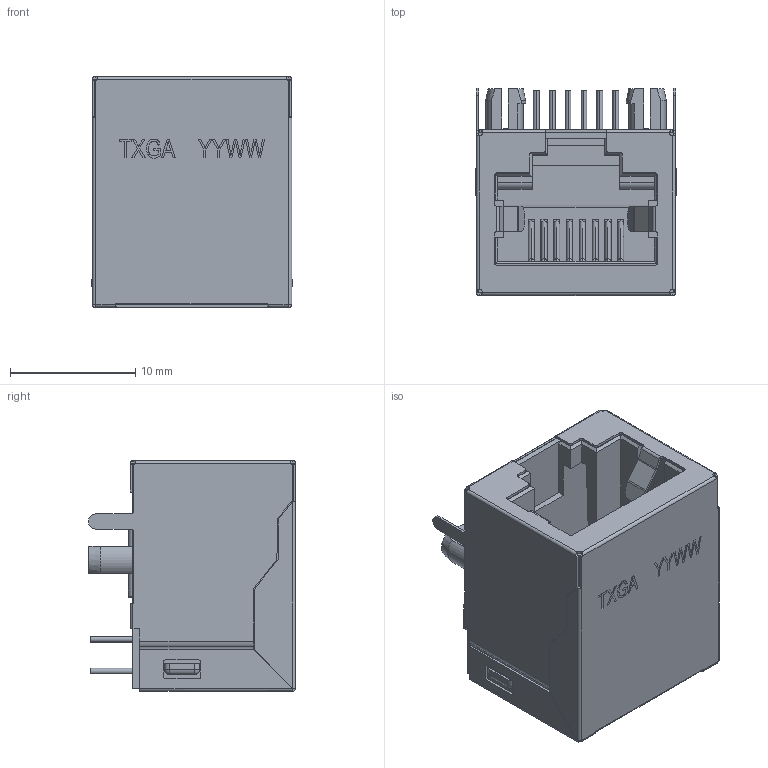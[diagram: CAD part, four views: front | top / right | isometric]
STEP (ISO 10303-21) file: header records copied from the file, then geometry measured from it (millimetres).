
FILE_DESCRIPTION((''),'2;1');
FILE_NAME('FRJ45010-11XXK6K02D0_____ASM','2025-02-26T',('gongcheng6'),(''),'PRO/ENGINEER BY PARAMETRIC TECHNOLOGY CORPORATION, 2010280','PRO/ENGINEER BY PARAMETRIC TECHNOLOGY CORPORATION, 2010280','');
FILE_SCHEMA(('CONFIG_CONTROL_DESIGN'));
Length unit declared in the file: millimetre
Products named in the file (12): ____6-21655; PRT0165; PRT0163; PRT0164; PRT0166; PRT0167; RJ45010-SHELL; ____6-14503; PRT0168; PRT0169; PRT0170; FRJ45010-11XXK6K02D0_____ASM
Assembly tree (11 placements, depth 2):
  FRJ45010-11XXK6K02D0_____ASM
    ____6-21655
    PRT0165
    PRT0163
    PRT0164
    PRT0166
    PRT0167
    RJ45010-SHELL
    ____6-14503
    PRT0168
    PRT0169
    PRT0170
Bounding box: 16 x 16.53 x 18.4 mm (x, y, z)
Volume: 2393.8 mm3; surface area: 6773.1 mm2
Topology: 11 solids, 11 shells, 802 faces, 2250 edges, 1454 vertices
Faces by surface type: plane 492, cylinder 188, torus 40, bspline 36, extrusion 34, sphere 8, cone 4
Entity records: 27170 total; most frequent: CARTESIAN_POINT 6074, ORIENTED_EDGE 4484, DIRECTION 4230, EDGE_CURVE 2242, VECTOR 1590, LINE 1556, VERTEX_POINT 1454, AXIS2_PLACEMENT_3D 1320
